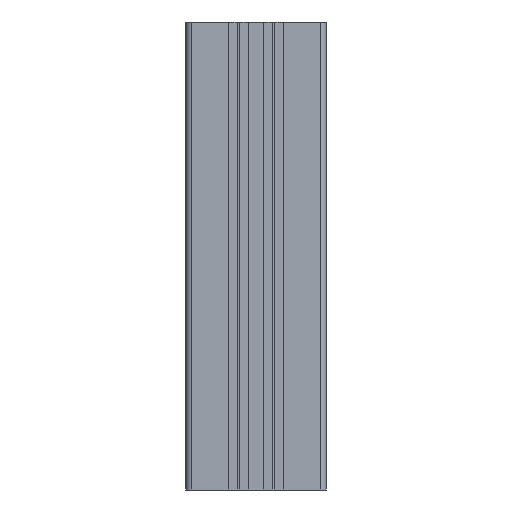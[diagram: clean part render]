
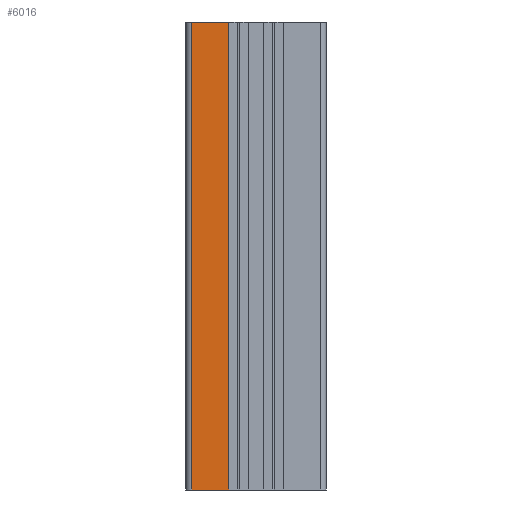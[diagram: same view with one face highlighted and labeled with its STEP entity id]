
A CAD part, left-side view. The second image highlights one B-rep face of the part: STEP entity #6016.
In plain terms, the highlighted planar face has unit normal (-1, 0, 0).
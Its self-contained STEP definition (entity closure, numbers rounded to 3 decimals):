
#28 = EDGE_CURVE ( 'NONE', #2752, #5343, #7282, .T. ) ;
#313 = CARTESIAN_POINT ( 'NONE',  ( -30., 27.5, 200. ) ) ;
#368 = CARTESIAN_POINT ( 'NONE',  ( -30., 11.6, 200. ) ) ;
#595 = VECTOR ( 'NONE', #7940, 1000. ) ;
#614 = LINE ( 'NONE', #313, #595 ) ;
#959 = VECTOR ( 'NONE', #7033, 1000. ) ;
#1060 = LINE ( 'NONE', #6987, #959 ) ;
#2119 = VERTEX_POINT ( 'NONE', #6568 ) ;
#2164 = EDGE_CURVE ( 'NONE', #5979, #5343, #1060, .T. ) ;
#2290 = EDGE_CURVE ( 'NONE', #2119, #5979, #614, .T. ) ;
#2752 = VERTEX_POINT ( 'NONE', #368 ) ;
#3519 = DIRECTION ( 'NONE',  ( 0., 1., 0. ) ) ;
#3532 = DIRECTION ( 'NONE',  ( 1., 0., 0. ) ) ;
#3555 = PLANE ( 'NONE',  #3854 ) ;
#3640 = CARTESIAN_POINT ( 'NONE',  ( -30., 27.5, 0. ) ) ;
#3648 = CARTESIAN_POINT ( 'NONE',  ( -30., 27.5, 200. ) ) ;
#3854 = AXIS2_PLACEMENT_3D ( 'NONE', #3648, #3532, #3519 ) ;
#4019 = DIRECTION ( 'NONE',  ( 0., 0., -1. ) ) ;
#4533 = EDGE_LOOP ( 'NONE', ( #7893, #7747, #7722, #7641 ) ) ;
#5143 = LINE ( 'NONE', #5410, #5179 ) ;
#5179 = VECTOR ( 'NONE', #6321, 1000. ) ;
#5343 = VERTEX_POINT ( 'NONE', #5517 ) ;
#5410 = CARTESIAN_POINT ( 'NONE',  ( -30., 27.5, 200. ) ) ;
#5517 = CARTESIAN_POINT ( 'NONE',  ( -30., 11.6, 0. ) ) ;
#5979 = VERTEX_POINT ( 'NONE', #3640 ) ;
#6016 = ADVANCED_FACE ( 'NONE', ( #6315 ), #3555, .F. ) ;
#6132 = VECTOR ( 'NONE', #4019, 1000. ) ;
#6315 = FACE_OUTER_BOUND ( 'NONE', #4533, .T. ) ;
#6321 = DIRECTION ( 'NONE',  ( 0., -1., 0. ) ) ;
#6488 = EDGE_CURVE ( 'NONE', #2119, #2752, #5143, .T. ) ;
#6568 = CARTESIAN_POINT ( 'NONE',  ( -30., 27.5, 200. ) ) ;
#6851 = CARTESIAN_POINT ( 'NONE',  ( -30., 11.6, 200. ) ) ;
#6987 = CARTESIAN_POINT ( 'NONE',  ( -30., 27.5, 0. ) ) ;
#7033 = DIRECTION ( 'NONE',  ( 0., -1., 0. ) ) ;
#7282 = LINE ( 'NONE', #6851, #6132 ) ;
#7641 = ORIENTED_EDGE ( 'NONE', *, *, #2290, .T. ) ;
#7722 = ORIENTED_EDGE ( 'NONE', *, *, #6488, .F. ) ;
#7747 = ORIENTED_EDGE ( 'NONE', *, *, #28, .F. ) ;
#7893 = ORIENTED_EDGE ( 'NONE', *, *, #2164, .T. ) ;
#7940 = DIRECTION ( 'NONE',  ( 0., 0., -1. ) ) ;
